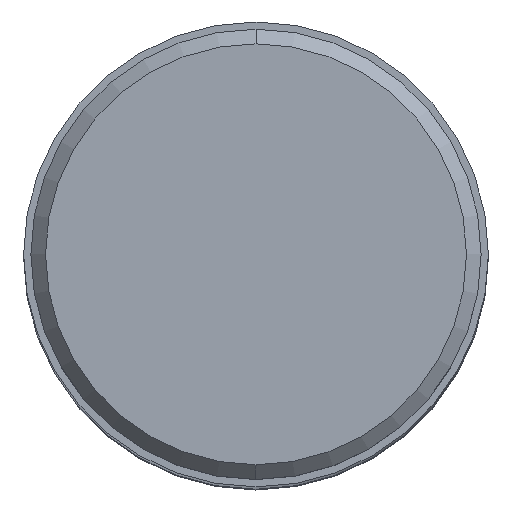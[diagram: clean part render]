
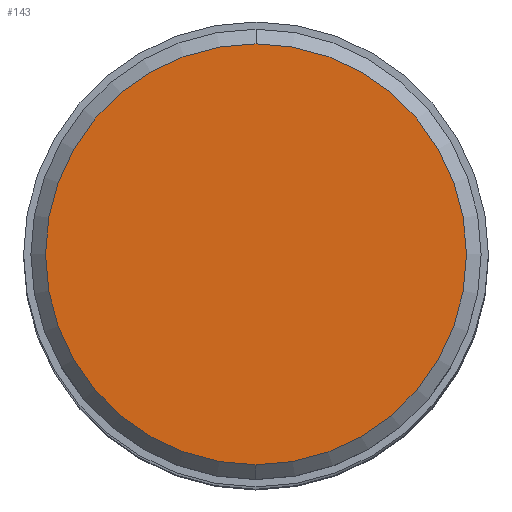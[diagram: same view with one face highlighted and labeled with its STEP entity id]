
A CAD part, top view. The second image highlights one B-rep face of the part: STEP entity #143.
In plain terms, the highlighted planar face has unit normal (0, 0, 1).
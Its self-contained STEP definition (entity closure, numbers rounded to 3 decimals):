
#34=PLANE('',#1117);
#143=ADVANCED_FACE('',(#216),#34,.F.);
#216=FACE_OUTER_BOUND('',#276,.T.);
#276=EDGE_LOOP('',(#485,#486));
#485=ORIENTED_EDGE('',*,*,#714,.F.);
#486=ORIENTED_EDGE('',*,*,#713,.F.);
#597=VERTEX_POINT('',#2372);
#598=VERTEX_POINT('',#2374);
#713=EDGE_CURVE('',#598,#597,#848,.T.);
#714=EDGE_CURVE('',#597,#598,#849,.T.);
#848=CIRCLE('',#1114,14.375);
#849=CIRCLE('',#1116,14.375);
#1114=AXIS2_PLACEMENT_3D('',#2375,#1349,#1350);
#1116=AXIS2_PLACEMENT_3D('',#2377,#1353,#1354);
#1117=AXIS2_PLACEMENT_3D('',#2378,#1355,#1356);
#1349=DIRECTION('',(0.,0.,-1.));
#1350=DIRECTION('',(0.,1.,0.));
#1353=DIRECTION('',(0.,0.,-1.));
#1354=DIRECTION('',(0.,-1.,0.));
#1355=DIRECTION('',(0.,0.,-1.));
#1356=DIRECTION('',(1.,0.,0.));
#2372=CARTESIAN_POINT('',(0.,-14.375,42.863));
#2374=CARTESIAN_POINT('',(0.,14.375,42.863));
#2375=CARTESIAN_POINT('',(0.,0.,42.863));
#2377=CARTESIAN_POINT('',(0.,0.,42.863));
#2378=CARTESIAN_POINT('',(0.,0.,42.863));
